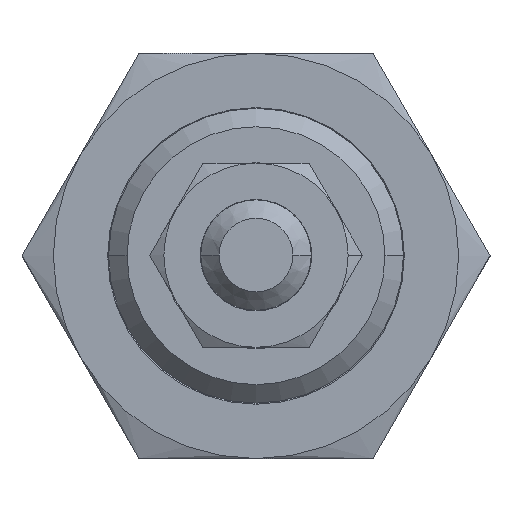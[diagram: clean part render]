
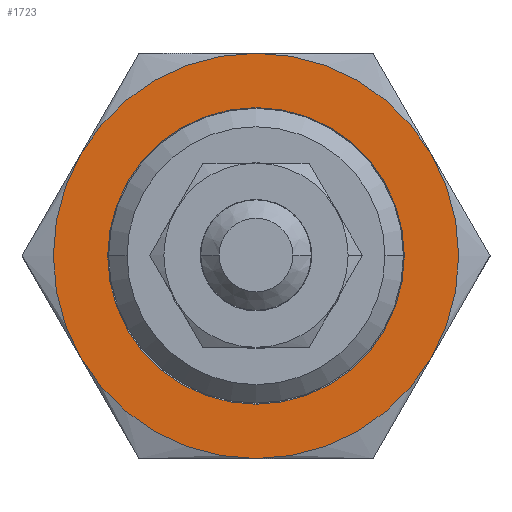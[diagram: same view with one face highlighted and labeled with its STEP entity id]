
A CAD part, top view. The second image highlights one B-rep face of the part: STEP entity #1723.
In plain terms, the highlighted planar face has unit normal (0, 0, 1).
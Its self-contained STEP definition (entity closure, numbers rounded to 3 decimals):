
#87 = ORIENTED_EDGE ( 'NONE', *, *, #10433, .F. ) ;
#231 = ORIENTED_EDGE ( 'NONE', *, *, #6573, .F. ) ;
#484 = ORIENTED_EDGE ( 'NONE', *, *, #11733, .T. ) ;
#512 = FACE_BOUND ( 'NONE', #9229, .T. ) ;
#584 = DIRECTION ( 'NONE',  ( 0., 0., -1. ) ) ;
#808 = CIRCLE ( 'NONE', #10189, 11. ) ;
#944 = ORIENTED_EDGE ( 'NONE', *, *, #9875, .F. ) ;
#1303 = CARTESIAN_POINT ( 'NONE',  ( 6.972, 4.025, 379. ) ) ;
#1323 = CARTESIAN_POINT ( 'NONE',  ( 0., 0., 379. ) ) ;
#1362 = CARTESIAN_POINT ( 'NONE',  ( 9.526, 5.5, 379. ) ) ;
#1381 = DIRECTION ( 'NONE',  ( -0.866, -0.5, 0. ) ) ;
#1425 = EDGE_CURVE ( 'NONE', #3210, #5219, #5820, .T. ) ;
#1723 = ADVANCED_FACE ( 'NONE', ( #512, #7875 ), #8958, .F. ) ;
#1770 = ORIENTED_EDGE ( 'NONE', *, *, #10271, .F. ) ;
#2176 = CARTESIAN_POINT ( 'NONE',  ( 0., 0., 379. ) ) ;
#2191 = CARTESIAN_POINT ( 'NONE',  ( 0., 0., 379. ) ) ;
#2223 = ORIENTED_EDGE ( 'NONE', *, *, #2713, .T. ) ;
#2709 = DIRECTION ( 'NONE',  ( -0.866, -0.5, 0. ) ) ;
#2713 = EDGE_CURVE ( 'NONE', #3452, #6637, #10517, .T. ) ;
#2967 = CIRCLE ( 'NONE', #8057, 11. ) ;
#3157 = CARTESIAN_POINT ( 'NONE',  ( 0., 0., 379. ) ) ;
#3179 = CARTESIAN_POINT ( 'NONE',  ( 9.526, -5.5, 379. ) ) ;
#3210 = VERTEX_POINT ( 'NONE', #11775 ) ;
#3279 = DIRECTION ( 'NONE',  ( 0., 0., -1. ) ) ;
#3452 = VERTEX_POINT ( 'NONE', #12017 ) ;
#3462 = AXIS2_PLACEMENT_3D ( 'NONE', #1323, #8800, #1381 ) ;
#4097 = DIRECTION ( 'NONE',  ( 0., 0., -1. ) ) ;
#4125 = CARTESIAN_POINT ( 'NONE',  ( 0., -11., 379. ) ) ;
#4252 = DIRECTION ( 'NONE',  ( -0.866, -0.5, 0. ) ) ;
#4357 = CIRCLE ( 'NONE', #8288, 11. ) ;
#4528 = VERTEX_POINT ( 'NONE', #3179 ) ;
#4737 = CIRCLE ( 'NONE', #10194, 11. ) ;
#4829 = DIRECTION ( 'NONE',  ( -0.866, -0.5, 0. ) ) ;
#4845 = CARTESIAN_POINT ( 'NONE',  ( 0., 11., 379. ) ) ;
#4858 = AXIS2_PLACEMENT_3D ( 'NONE', #11670, #584, #11725 ) ;
#4962 = CIRCLE ( 'NONE', #6531, 8.05 ) ;
#5049 = CARTESIAN_POINT ( 'NONE',  ( 0., 0., 379. ) ) ;
#5219 = VERTEX_POINT ( 'NONE', #4845 ) ;
#5328 = CARTESIAN_POINT ( 'NONE',  ( -9.526, -5.5, 379. ) ) ;
#5745 = DIRECTION ( 'NONE',  ( 0., 0., -1. ) ) ;
#5820 = CIRCLE ( 'NONE', #3462, 11. ) ;
#5910 = DIRECTION ( 'NONE',  ( 0., 0., -1. ) ) ;
#6137 = DIRECTION ( 'NONE',  ( -0.866, -0.5, 0. ) ) ;
#6531 = AXIS2_PLACEMENT_3D ( 'NONE', #12016, #11162, #2709 ) ;
#6544 = VERTEX_POINT ( 'NONE', #1362 ) ;
#6573 = EDGE_CURVE ( 'NONE', #6544, #4528, #4737, .T. ) ;
#6637 = VERTEX_POINT ( 'NONE', #1303 ) ;
#6873 = ORIENTED_EDGE ( 'NONE', *, *, #12023, .F. ) ;
#7012 = DIRECTION ( 'NONE',  ( -0.866, -0.5, 0. ) ) ;
#7351 = AXIS2_PLACEMENT_3D ( 'NONE', #3157, #11603, #8850 ) ;
#7439 = EDGE_LOOP ( 'NONE', ( #6873, #87, #1770, #231, #944, #7614 ) ) ;
#7614 = ORIENTED_EDGE ( 'NONE', *, *, #1425, .F. ) ;
#7875 = FACE_OUTER_BOUND ( 'NONE', #7439, .T. ) ;
#7918 = DIRECTION ( 'NONE',  ( 0., 0., -1. ) ) ;
#8057 = AXIS2_PLACEMENT_3D ( 'NONE', #2176, #5745, #11365 ) ;
#8288 = AXIS2_PLACEMENT_3D ( 'NONE', #8772, #7918, #6137 ) ;
#8772 = CARTESIAN_POINT ( 'NONE',  ( 0., 0., 379. ) ) ;
#8800 = DIRECTION ( 'NONE',  ( 0., 0., -1. ) ) ;
#8850 = DIRECTION ( 'NONE',  ( -0.866, -0.5, 0. ) ) ;
#8958 = PLANE ( 'NONE',  #7351 ) ;
#9042 = VERTEX_POINT ( 'NONE', #4125 ) ;
#9229 = EDGE_LOOP ( 'NONE', ( #484, #2223 ) ) ;
#9875 = EDGE_CURVE ( 'NONE', #5219, #6544, #808, .T. ) ;
#10189 = AXIS2_PLACEMENT_3D ( 'NONE', #2191, #4097, #4829 ) ;
#10194 = AXIS2_PLACEMENT_3D ( 'NONE', #10549, #5910, #4252 ) ;
#10271 = EDGE_CURVE ( 'NONE', #4528, #9042, #2967, .T. ) ;
#10433 = EDGE_CURVE ( 'NONE', #9042, #10842, #10982, .T. ) ;
#10517 = CIRCLE ( 'NONE', #4858, 8.05 ) ;
#10549 = CARTESIAN_POINT ( 'NONE',  ( 0., 0., 379. ) ) ;
#10597 = AXIS2_PLACEMENT_3D ( 'NONE', #5049, #3279, #7012 ) ;
#10842 = VERTEX_POINT ( 'NONE', #5328 ) ;
#10982 = CIRCLE ( 'NONE', #10597, 11. ) ;
#11162 = DIRECTION ( 'NONE',  ( 0., 0., -1. ) ) ;
#11365 = DIRECTION ( 'NONE',  ( -0.866, -0.5, 0. ) ) ;
#11603 = DIRECTION ( 'NONE',  ( 0., 0., -1. ) ) ;
#11670 = CARTESIAN_POINT ( 'NONE',  ( 0., 0., 379. ) ) ;
#11725 = DIRECTION ( 'NONE',  ( -0.866, -0.5, 0. ) ) ;
#11733 = EDGE_CURVE ( 'NONE', #6637, #3452, #4962, .T. ) ;
#11775 = CARTESIAN_POINT ( 'NONE',  ( -9.526, 5.5, 379. ) ) ;
#12016 = CARTESIAN_POINT ( 'NONE',  ( 0., 0., 379. ) ) ;
#12017 = CARTESIAN_POINT ( 'NONE',  ( -6.972, -4.025, 379. ) ) ;
#12023 = EDGE_CURVE ( 'NONE', #10842, #3210, #4357, .T. ) ;
